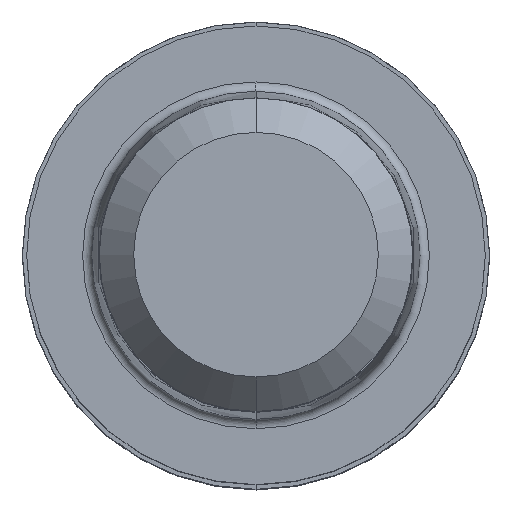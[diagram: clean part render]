
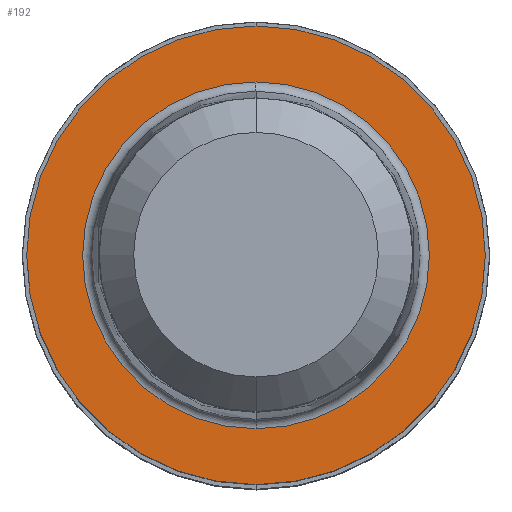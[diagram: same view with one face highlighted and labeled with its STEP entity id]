
A CAD part, top view. The second image highlights one B-rep face of the part: STEP entity #192.
In plain terms, the highlighted planar face has unit normal (0, 0, 1).
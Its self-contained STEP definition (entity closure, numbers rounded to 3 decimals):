
#192=ADVANCED_FACE('',(#469,#470),#471,.T.);
#196=EDGE_CURVE('',#372,#300,#475,.T.);
#236=VERTEX_POINT('',#526);
#240=EDGE_CURVE('',#300,#372,#530,.T.);
#300=VERTEX_POINT('',#600);
#314=VERTEX_POINT('',#614);
#336=EDGE_CURVE('',#314,#236,#638,.T.);
#356=EDGE_CURVE('',#236,#314,#662,.T.);
#372=VERTEX_POINT('',#680);
#469=FACE_OUTER_BOUND('',#780,.T.);
#470=FACE_BOUND('',#781,.T.);
#471=PLANE('',#782);
#475=CIRCLE('',#788,7.85);
#526=CARTESIAN_POINT('',(0.0,5.935,0.01));
#530=CIRCLE('',#855,7.85);
#600=CARTESIAN_POINT('',(0.0,7.85,0.01));
#614=CARTESIAN_POINT('',(0.,-5.935,0.01));
#638=CIRCLE('',#994,5.935);
#662=CIRCLE('',#1024,5.935);
#680=CARTESIAN_POINT('',(0.,-7.85,0.01));
#780=EDGE_LOOP('',(#1148,#1149));
#781=EDGE_LOOP('',(#1150,#1151));
#782=AXIS2_PLACEMENT_3D('',#1152,#1153,#1154);
#788=AXIS2_PLACEMENT_3D('',#1158,#1159,#1160);
#855=AXIS2_PLACEMENT_3D('',#1253,#1254,#1255);
#994=AXIS2_PLACEMENT_3D('',#1373,#1374,#1375);
#1024=AXIS2_PLACEMENT_3D('',#1418,#1419,#1420);
#1148=ORIENTED_EDGE('',*,*,#240,.F.);
#1149=ORIENTED_EDGE('',*,*,#196,.F.);
#1150=ORIENTED_EDGE('',*,*,#356,.T.);
#1151=ORIENTED_EDGE('',*,*,#336,.T.);
#1152=CARTESIAN_POINT('',(0.0,3.925,0.01));
#1153=DIRECTION('',(-0.0,0.0,1.0));
#1154=DIRECTION('',(0.0,-1.0,0.0));
#1158=CARTESIAN_POINT('',(0.0,0.0,0.01));
#1159=DIRECTION('',(0.0,0.0,-1.0));
#1160=DIRECTION('',(0.0,1.0,0.0));
#1253=CARTESIAN_POINT('',(0.0,0.0,0.01));
#1254=DIRECTION('',(0.0,0.0,-1.0));
#1255=DIRECTION('',(0.0,1.0,0.0));
#1373=CARTESIAN_POINT('',(0.0,0.0,0.01));
#1374=DIRECTION('',(0.0,0.0,-1.0));
#1375=DIRECTION('',(0.0,1.0,0.0));
#1418=CARTESIAN_POINT('',(0.0,0.0,0.01));
#1419=DIRECTION('',(0.0,0.0,-1.0));
#1420=DIRECTION('',(0.0,1.0,0.0));
